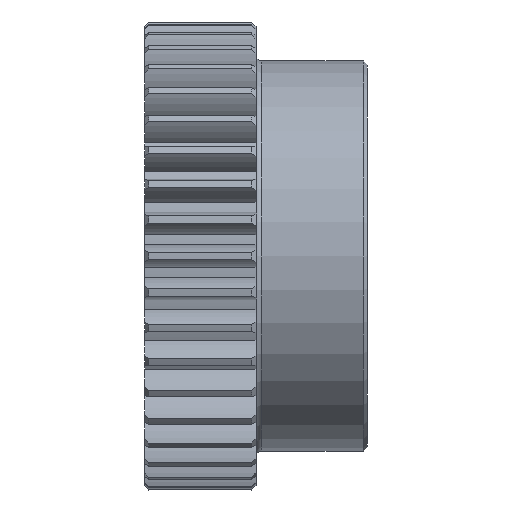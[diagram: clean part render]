
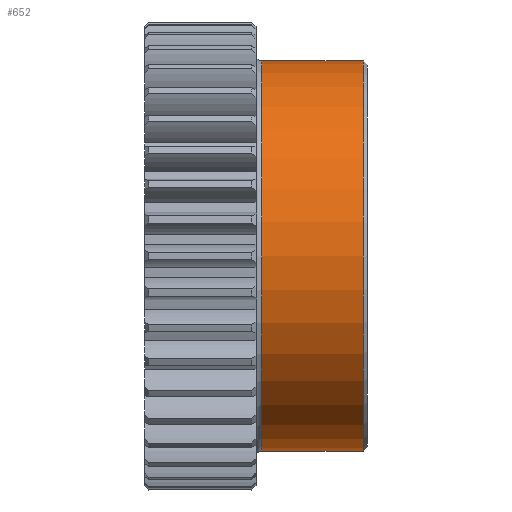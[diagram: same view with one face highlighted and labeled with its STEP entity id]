
A CAD part, front view. The second image highlights one B-rep face of the part: STEP entity #652.
In plain terms, the highlighted cylindrical face has radius 14 mm (diameter 28 mm), a full revolution.
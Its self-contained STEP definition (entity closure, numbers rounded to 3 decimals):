
#652 = ADVANCED_FACE( '', ( #1373, #1374, #1375 ), #1376, .T. );
#1373 = FACE_OUTER_BOUND( '', #2156, .T. );
#1374 = FACE_BOUND( '', #2157, .T. );
#1375 = FACE_OUTER_BOUND( '', #2158, .T. );
#1376 = CYLINDRICAL_SURFACE( '', #2159, 14. );
#2156 = EDGE_LOOP( '', ( #4123 ) );
#2157 = EDGE_LOOP( '', ( #4124 ) );
#2158 = EDGE_LOOP( '', ( #4125 ) );
#2159 = AXIS2_PLACEMENT_3D( '', #4126, #4127, #4128 );
#4123 = ORIENTED_EDGE( '', *, *, #4874, .T. );
#4124 = ORIENTED_EDGE( '', *, *, #5705, .T. );
#4125 = ORIENTED_EDGE( '', *, *, #5499, .F. );
#4126 = CARTESIAN_POINT( '', ( 16., 0., 0. ) );
#4127 = DIRECTION( '', ( -1., 0., 0. ) );
#4128 = DIRECTION( '', ( 0., 0., -1. ) );
#4874 = EDGE_CURVE( '', #5883, #5883, #5884, .T. );
#5499 = EDGE_CURVE( '', #6909, #6909, #6910, .T. );
#5705 = EDGE_CURVE( '', #7177, #7177, #7178, .T. );
#5883 = VERTEX_POINT( '', #7395 );
#5884 = CIRCLE( '', #7396, 14. );
#6909 = VERTEX_POINT( '', #8928 );
#6910 = CIRCLE( '', #8929, 14. );
#7177 = VERTEX_POINT( '', #9329 );
#7178 = B_SPLINE_CURVE_WITH_KNOTS( '', 3, ( #9330, #9331, #9332, #9333, #9334, #9335, #9336, #9337, #9338, #9339, #9340, #9341, #9342, #9343, #9344, #9345, #9346, #9347, #9348, #9349, #9350, #9351, #9352, #9353, #9354, #9355, #9356, #9357, #9358, #9359, #9360, #9361, #9362, #9363, #9364, #9365, #9366, #9367, #9368, #9369, #9370, #9371, #9372, #9373, #9374, #9375, #9376, #9377, #9378, #9379, #9380, #9381, #9382, #9383, #9384, #9385, #9386, #9387, #9388, #9389 ), .UNSPECIFIED., .T., .F., ( 2, 2, 2, 2, 2, 2, 2, 2, 2, 2, 2, 2, 2, 2, 2, 2, 2, 2, 2, 2, 2, 2, 2, 2, 2, 2, 2, 2, 2, 2, 2, 2 ), ( 0., 0., 0., 0.001, 0.001, 0.002, 0.002, 0.003, 0.004, 0.005, 0.005, 0.006, 0.006, 0.007, 0.007, 0.008, 0.008, 0.009, 0.009, 0.01, 0.01, 0.011, 0.011, 0.012, 0.012, 0.013, 0.013, 0.014, 0.014, 0.015, 0.015, 0.016 ), .UNSPECIFIED. );
#7395 = CARTESIAN_POINT( '', ( 8.4, 0., -14. ) );
#7396 = AXIS2_PLACEMENT_3D( '', #9590, #9591, #9592 );
#8928 = CARTESIAN_POINT( '', ( 15.7, 0., -14. ) );
#8929 = AXIS2_PLACEMENT_3D( '', #10565, #10566, #10567 );
#9329 = CARTESIAN_POINT( '', ( 10.296, 13.898, -1.687 ) );
#9330 = CARTESIAN_POINT( '', ( 10.176, 13.911, -1.584 ) );
#9331 = CARTESIAN_POINT( '', ( 10.416, 13.885, -1.79 ) );
#9332 = CARTESIAN_POINT( '', ( 10.544, 13.873, -1.881 ) );
#9333 = CARTESIAN_POINT( '', ( 10.817, 13.851, -2.038 ) );
#9334 = CARTESIAN_POINT( '', ( 10.962, 13.841, -2.104 ) );
#9335 = CARTESIAN_POINT( '', ( 11.258, 13.825, -2.209 ) );
#9336 = CARTESIAN_POINT( '', ( 11.41, 13.818, -2.248 ) );
#9337 = CARTESIAN_POINT( '', ( 11.721, 13.81, -2.299 ) );
#9338 = CARTESIAN_POINT( '', ( 11.88, 13.808, -2.31 ) );
#9339 = CARTESIAN_POINT( '', ( 12.194, 13.809, -2.306 ) );
#9340 = CARTESIAN_POINT( '', ( 12.35, 13.811, -2.29 ) );
#9341 = CARTESIAN_POINT( '', ( 12.66, 13.821, -2.231 ) );
#9342 = CARTESIAN_POINT( '', ( 12.813, 13.828, -2.187 ) );
#9343 = CARTESIAN_POINT( '', ( 13.251, 13.854, -2.019 ) );
#9344 = CARTESIAN_POINT( '', ( 13.526, 13.879, -1.851 ) );
#9345 = CARTESIAN_POINT( '', ( 13.987, 13.928, -1.431 ) );
#9346 = CARTESIAN_POINT( '', ( 14.179, 13.954, -1.171 ) );
#9347 = CARTESIAN_POINT( '', ( 14.372, 13.981, -0.744 ) );
#9348 = CARTESIAN_POINT( '', ( 14.422, 13.988, -0.592 ) );
#9349 = CARTESIAN_POINT( '', ( 14.487, 13.998, -0.283 ) );
#9350 = CARTESIAN_POINT( '', ( 14.502, 14., -0.127 ) );
#9351 = CARTESIAN_POINT( '', ( 14.498, 14., 0.188 ) );
#9352 = CARTESIAN_POINT( '', ( 14.477, 13.997, 0.347 ) );
#9353 = CARTESIAN_POINT( '', ( 14.404, 13.986, 0.652 ) );
#9354 = CARTESIAN_POINT( '', ( 14.35, 13.978, 0.802 ) );
#9355 = CARTESIAN_POINT( '', ( 14.211, 13.959, 1.086 ) );
#9356 = CARTESIAN_POINT( '', ( 14.128, 13.947, 1.219 ) );
#9357 = CARTESIAN_POINT( '', ( 13.935, 13.923, 1.468 ) );
#9358 = CARTESIAN_POINT( '', ( 13.825, 13.911, 1.583 ) );
#9359 = CARTESIAN_POINT( '', ( 13.469, 13.873, 1.89 ) );
#9360 = CARTESIAN_POINT( '', ( 13.19, 13.849, 2.05 ) );
#9361 = CARTESIAN_POINT( '', ( 12.746, 13.825, 2.208 ) );
#9362 = CARTESIAN_POINT( '', ( 12.592, 13.818, 2.247 ) );
#9363 = CARTESIAN_POINT( '', ( 12.28, 13.81, 2.298 ) );
#9364 = CARTESIAN_POINT( '', ( 12.124, 13.808, 2.31 ) );
#9365 = CARTESIAN_POINT( '', ( 11.81, 13.809, 2.306 ) );
#9366 = CARTESIAN_POINT( '', ( 11.65, 13.811, 2.29 ) );
#9367 = CARTESIAN_POINT( '', ( 11.341, 13.821, 2.231 ) );
#9368 = CARTESIAN_POINT( '', ( 11.191, 13.828, 2.188 ) );
#9369 = CARTESIAN_POINT( '', ( 10.897, 13.845, 2.076 ) );
#9370 = CARTESIAN_POINT( '', ( 10.754, 13.856, 2.005 ) );
#9371 = CARTESIAN_POINT( '', ( 10.487, 13.879, 1.842 ) );
#9372 = CARTESIAN_POINT( '', ( 10.362, 13.891, 1.748 ) );
#9373 = CARTESIAN_POINT( '', ( 10.129, 13.916, 1.537 ) );
#9374 = CARTESIAN_POINT( '', ( 10.022, 13.929, 1.418 ) );
#9375 = CARTESIAN_POINT( '', ( 9.838, 13.952, 1.166 ) );
#9376 = CARTESIAN_POINT( '', ( 9.758, 13.963, 1.032 ) );
#9377 = CARTESIAN_POINT( '', ( 9.628, 13.981, 0.743 ) );
#9378 = CARTESIAN_POINT( '', ( 9.578, 13.988, 0.592 ) );
#9379 = CARTESIAN_POINT( '', ( 9.514, 13.998, 0.286 ) );
#9380 = CARTESIAN_POINT( '', ( 9.498, 14., 0.127 ) );
#9381 = CARTESIAN_POINT( '', ( 9.503, 14., -0.19 ) );
#9382 = CARTESIAN_POINT( '', ( 9.522, 13.997, -0.345 ) );
#9383 = CARTESIAN_POINT( '', ( 9.596, 13.986, -0.652 ) );
#9384 = CARTESIAN_POINT( '', ( 9.651, 13.978, -0.803 ) );
#9385 = CARTESIAN_POINT( '', ( 9.788, 13.959, -1.085 ) );
#9386 = CARTESIAN_POINT( '', ( 9.873, 13.947, -1.22 ) );
#9387 = CARTESIAN_POINT( '', ( 10.067, 13.923, -1.469 ) );
#9388 = CARTESIAN_POINT( '', ( 10.176, 13.911, -1.584 ) );
#9389 = CARTESIAN_POINT( '', ( 10.416, 13.885, -1.79 ) );
#9590 = CARTESIAN_POINT( '', ( 8.4, 0., 0. ) );
#9591 = DIRECTION( '', ( 1., 0., 0. ) );
#9592 = DIRECTION( '', ( 0., 0., -1. ) );
#10565 = CARTESIAN_POINT( '', ( 15.7, 0., 0. ) );
#10566 = DIRECTION( '', ( 1., 0., 0. ) );
#10567 = DIRECTION( '', ( 0., 0., -1. ) );
